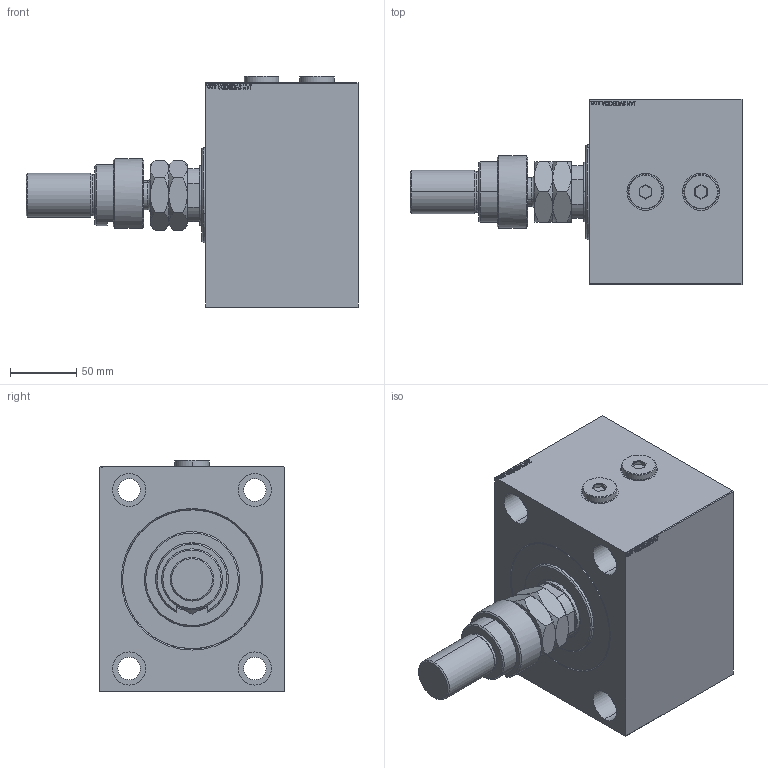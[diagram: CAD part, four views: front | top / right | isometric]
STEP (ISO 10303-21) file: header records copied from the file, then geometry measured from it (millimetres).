
FILE_DESCRIPTION (( 'STEP AP203' ), '1' );
FILE_NAME ('3d3d.STEP', '2024-02-12T17:22:18', ( '' ), ( '' ), 'SwSTEP 2.0', 'SolidWorks 2019', '' );
FILE_SCHEMA (( 'CONFIG_CONTROL_DESIGN' ));
Length unit declared in the file: millimetre
Products named in the file (8): DFA a9fd7d49dc095ed48f9efddb937ba3a3; FEMALE_PART_FOR_DFA a9fd7d49dc095ed48f9efddb937ba3a3; Zatka_OIL_PORT a9fd7d49dc095ed48f9efddb937ba3a3; V450CM_C_Body a9fd7d49dc095ed48f9efddb937ba3a3; MFA a9fd7d49dc095ed48f9efddb937ba3a3; V450CM_VC_B a9fd7d49dc095ed48f9efddb937ba3a3; V450CM_C_VCP a9fd7d49dc095ed48f9efddb937ba3a3; 3d3d
Assembly tree (8 placements, depth 3):
  3d3d
    V450CM_C_Body a9fd7d49dc095ed48f9efddb937ba3a3
    V450CM_C_VCP a9fd7d49dc095ed48f9efddb937ba3a3
    V450CM_VC_B a9fd7d49dc095ed48f9efddb937ba3a3
    DFA a9fd7d49dc095ed48f9efddb937ba3a3
      FEMALE_PART_FOR_DFA a9fd7d49dc095ed48f9efddb937ba3a3
      MFA a9fd7d49dc095ed48f9efddb937ba3a3
    Zatka_OIL_PORT a9fd7d49dc095ed48f9efddb937ba3a3  x2
Bounding box: 251 x 140 x 174.9 mm (x, y, z)
Volume: 2667932.6 mm3; surface area: 260212.9 mm2
Topology: 7 solids, 7 shells, 1002 faces, 2508 edges, 1641 vertices
Faces by surface type: plane 471, bspline 380, cylinder 89, cone 58, torus 4
Entity records: 48054 total; most frequent: CARTESIAN_POINT 26144, ORIENTED_EDGE 4932, DIRECTION 3102, EDGE_CURVE 2466, VERTEX_POINT 1617, LINE 1408, VECTOR 1408, EDGE_LOOP 1121
